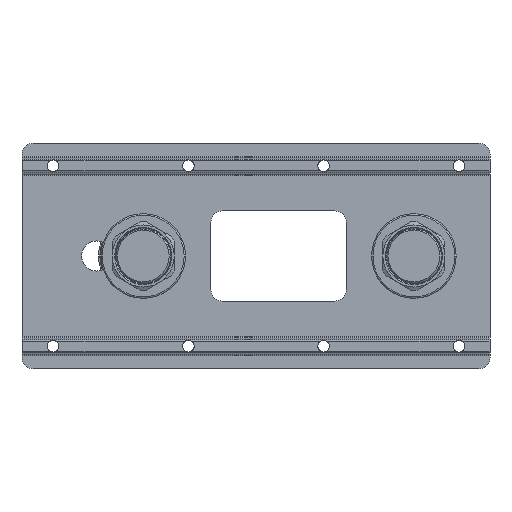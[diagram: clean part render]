
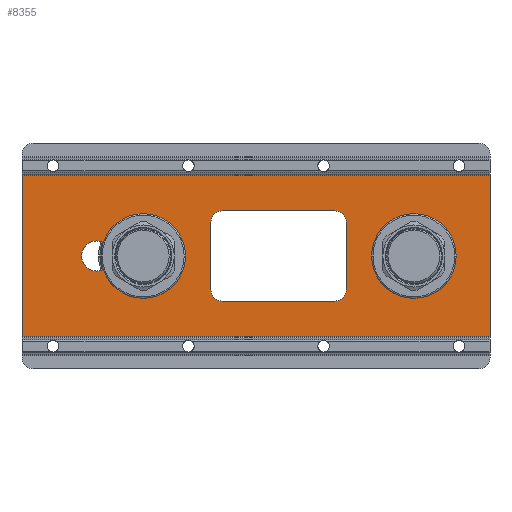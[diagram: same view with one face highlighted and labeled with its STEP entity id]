
A CAD part, front view. The second image highlights one B-rep face of the part: STEP entity #8355.
In plain terms, the highlighted planar face has unit normal (0, -1, 0).
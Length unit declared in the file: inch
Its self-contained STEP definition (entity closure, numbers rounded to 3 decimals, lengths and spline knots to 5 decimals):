
#2=CARTESIAN_POINT('',(-2.5,0.,0.));
#3=DIRECTION('',(0.,1.,0.));
#4=DIRECTION('',(1.,0.,0.));
#5=AXIS2_PLACEMENT_3D('',#2,#3,#4);
#7=CARTESIAN_POINT('',(-2.5,0.,0.));
#8=DIRECTION('',(0.,1.,0.));
#9=DIRECTION('',(-1.,0.,0.));
#10=AXIS2_PLACEMENT_3D('',#7,#8,#9);
#12=CARTESIAN_POINT('',(3.5,0.,0.));
#13=DIRECTION('',(0.,1.,0.));
#14=DIRECTION('',(1.,0.,0.));
#15=AXIS2_PLACEMENT_3D('',#12,#13,#14);
#17=CARTESIAN_POINT('',(3.5,0.,0.));
#18=DIRECTION('',(0.,1.,0.));
#19=DIRECTION('',(-1.,0.,0.));
#20=AXIS2_PLACEMENT_3D('',#17,#18,#19);
#22=DIRECTION('',(1.,0.,0.));
#23=VECTOR('',#22,2.5);
#24=CARTESIAN_POINT('',(-0.75,0.,1.));
#25=LINE('',#24,#23);
#26=DIRECTION('',(0.,0.,1.));
#27=VECTOR('',#26,1.5);
#28=CARTESIAN_POINT('',(-1.,0.,-0.75));
#29=LINE('',#28,#27);
#30=DIRECTION('',(-1.,0.,0.));
#31=VECTOR('',#30,2.5);
#32=CARTESIAN_POINT('',(1.75,0.,-1.));
#33=LINE('',#32,#31);
#34=DIRECTION('',(0.,0.,-1.));
#35=VECTOR('',#34,1.5);
#36=CARTESIAN_POINT('',(2.,0.,0.75));
#37=LINE('',#36,#35);
#38=CARTESIAN_POINT('',(-3.533,0.,0.));
#39=DIRECTION('',(0.,1.,0.));
#40=DIRECTION('',(1.,0.,0.));
#41=AXIS2_PLACEMENT_3D('',#38,#39,#40);
#43=CARTESIAN_POINT('',(-3.533,0.,0.));
#44=DIRECTION('',(0.,1.,0.));
#45=DIRECTION('',(-1.,0.,0.));
#46=AXIS2_PLACEMENT_3D('',#43,#44,#45);
#48=DIRECTION('',(-1.,0.,0.));
#49=VECTOR('',#48,10.375);
#50=CARTESIAN_POINT('',(5.1875,0.,-1.78662));
#51=LINE('',#50,#49);
#52=DIRECTION('',(0.,0.,1.));
#53=VECTOR('',#52,3.57325);
#54=CARTESIAN_POINT('',(-5.1875,0.,-1.78662));
#55=LINE('',#54,#53);
#56=DIRECTION('',(1.,0.,0.));
#57=VECTOR('',#56,10.375);
#58=CARTESIAN_POINT('',(-5.1875,0.,1.78662));
#59=LINE('',#58,#57);
#60=DIRECTION('',(0.,0.,-1.));
#61=VECTOR('',#60,3.57325);
#62=CARTESIAN_POINT('',(5.1875,0.,1.78662));
#63=LINE('',#62,#61);
#2917=CARTESIAN_POINT('',(1.75,0.,-0.75));
#2918=DIRECTION('',(0.,1.,0.));
#2919=DIRECTION('',(1.,0.,0.));
#2920=AXIS2_PLACEMENT_3D('',#2917,#2918,#2919);
#2939=CARTESIAN_POINT('',(1.75,0.,0.75));
#2940=DIRECTION('',(0.,1.,0.));
#2941=DIRECTION('',(0.,0.,1.));
#2942=AXIS2_PLACEMENT_3D('',#2939,#2940,#2941);
#2961=CARTESIAN_POINT('',(-0.75,0.,0.75));
#2962=DIRECTION('',(0.,1.,0.));
#2963=DIRECTION('',(-1.,0.,0.));
#2964=AXIS2_PLACEMENT_3D('',#2961,#2962,#2963);
#2983=CARTESIAN_POINT('',(-0.75,0.,-0.75));
#2984=DIRECTION('',(0.,1.,0.));
#2985=DIRECTION('',(0.,0.,-1.));
#2986=AXIS2_PLACEMENT_3D('',#2983,#2984,#2985);
#6360=CARTESIAN_POINT('',(-1.8685,0.,0.));
#6361=CARTESIAN_POINT('',(-3.1315,0.,0.));
#6362=VERTEX_POINT('',#6360);
#6363=VERTEX_POINT('',#6361);
#6364=CARTESIAN_POINT('',(4.1315,0.,0.));
#6365=CARTESIAN_POINT('',(2.8685,0.,0.));
#6366=VERTEX_POINT('',#6364);
#6367=VERTEX_POINT('',#6365);
#6384=CARTESIAN_POINT('',(-3.2,0.,0.));
#6385=CARTESIAN_POINT('',(-3.866,0.,0.));
#6386=VERTEX_POINT('',#6384);
#6387=VERTEX_POINT('',#6385);
#6444=CARTESIAN_POINT('',(-1.,0.,-0.75));
#6445=CARTESIAN_POINT('',(-1.,0.,0.75));
#6446=VERTEX_POINT('',#6444);
#6447=VERTEX_POINT('',#6445);
#6448=CARTESIAN_POINT('',(-0.75,0.,1.));
#6449=CARTESIAN_POINT('',(1.75,0.,1.));
#6450=VERTEX_POINT('',#6448);
#6451=VERTEX_POINT('',#6449);
#6452=CARTESIAN_POINT('',(2.,0.,0.75));
#6453=CARTESIAN_POINT('',(2.,0.,-0.75));
#6454=VERTEX_POINT('',#6452);
#6455=VERTEX_POINT('',#6453);
#6456=CARTESIAN_POINT('',(1.75,0.,-1.));
#6457=CARTESIAN_POINT('',(-0.75,0.,-1.));
#6458=VERTEX_POINT('',#6456);
#6459=VERTEX_POINT('',#6457);
#6524=CARTESIAN_POINT('',(5.1875,0.,-1.78662));
#6525=CARTESIAN_POINT('',(-5.1875,0.,-1.78662));
#6526=VERTEX_POINT('',#6524);
#6527=VERTEX_POINT('',#6525);
#6540=CARTESIAN_POINT('',(-5.1875,0.,1.78662));
#6541=CARTESIAN_POINT('',(5.1875,0.,1.78662));
#6542=VERTEX_POINT('',#6540);
#6543=VERTEX_POINT('',#6541);
#8304=CARTESIAN_POINT('',(0.,0.,0.));
#8305=DIRECTION('',(0.,1.,0.));
#8306=DIRECTION('',(1.,0.,0.));
#8307=AXIS2_PLACEMENT_3D('',#8304,#8305,#8306);
#8308=PLANE('',#8307);
#8310=ORIENTED_EDGE('',*,*,#8309,.T.);
#8312=ORIENTED_EDGE('',*,*,#8311,.T.);
#8314=ORIENTED_EDGE('',*,*,#8313,.T.);
#8316=ORIENTED_EDGE('',*,*,#8315,.T.);
#8317=EDGE_LOOP('',(#8310,#8312,#8314,#8316));
#8318=FACE_OUTER_BOUND('',#8317,.F.);
#8320=ORIENTED_EDGE('',*,*,#8319,.F.);
#8322=ORIENTED_EDGE('',*,*,#8321,.F.);
#8323=EDGE_LOOP('',(#8320,#8322));
#8324=FACE_BOUND('',#8323,.F.);
#8326=ORIENTED_EDGE('',*,*,#8325,.F.);
#8328=ORIENTED_EDGE('',*,*,#8327,.F.);
#8329=EDGE_LOOP('',(#8326,#8328));
#8330=FACE_BOUND('',#8329,.F.);
#8332=ORIENTED_EDGE('',*,*,#8331,.F.);
#8334=ORIENTED_EDGE('',*,*,#8333,.F.);
#8336=ORIENTED_EDGE('',*,*,#8335,.F.);
#8338=ORIENTED_EDGE('',*,*,#8337,.F.);
#8340=ORIENTED_EDGE('',*,*,#8339,.F.);
#8342=ORIENTED_EDGE('',*,*,#8341,.F.);
#8344=ORIENTED_EDGE('',*,*,#8343,.F.);
#8346=ORIENTED_EDGE('',*,*,#8345,.F.);
#8347=EDGE_LOOP('',(#8332,#8334,#8336,#8338,#8340,#8342,#8344,#8346));
#8348=FACE_BOUND('',#8347,.F.);
#8350=ORIENTED_EDGE('',*,*,#8349,.F.);
#8352=ORIENTED_EDGE('',*,*,#8351,.F.);
#8353=EDGE_LOOP('',(#8350,#8352));
#8354=FACE_BOUND('',#8353,.F.);
#8355=ADVANCED_FACE('',(#8318,#8324,#8330,#8348,#8354),#8308,.F.);
#6=CIRCLE('',#5,0.6315);
#11=CIRCLE('',#10,0.6315);
#16=CIRCLE('',#15,0.6315);
#21=CIRCLE('',#20,0.6315);
#42=CIRCLE('',#41,0.333);
#47=CIRCLE('',#46,0.333);
#2921=CIRCLE('',#2920,0.25);
#2943=CIRCLE('',#2942,0.25);
#2965=CIRCLE('',#2964,0.25);
#2987=CIRCLE('',#2986,0.25);
#8309=EDGE_CURVE('',#6526,#6527,#51,.T.);
#8311=EDGE_CURVE('',#6527,#6542,#55,.T.);
#8313=EDGE_CURVE('',#6542,#6543,#59,.T.);
#8315=EDGE_CURVE('',#6543,#6526,#63,.T.);
#8319=EDGE_CURVE('',#6362,#6363,#6,.T.);
#8321=EDGE_CURVE('',#6363,#6362,#11,.T.);
#8325=EDGE_CURVE('',#6366,#6367,#16,.T.);
#8327=EDGE_CURVE('',#6367,#6366,#21,.T.);
#8331=EDGE_CURVE('',#6450,#6451,#25,.T.);
#8333=EDGE_CURVE('',#6447,#6450,#2965,.T.);
#8335=EDGE_CURVE('',#6446,#6447,#29,.T.);
#8337=EDGE_CURVE('',#6459,#6446,#2987,.T.);
#8339=EDGE_CURVE('',#6458,#6459,#33,.T.);
#8341=EDGE_CURVE('',#6455,#6458,#2921,.T.);
#8343=EDGE_CURVE('',#6454,#6455,#37,.T.);
#8345=EDGE_CURVE('',#6451,#6454,#2943,.T.);
#8349=EDGE_CURVE('',#6386,#6387,#42,.T.);
#8351=EDGE_CURVE('',#6387,#6386,#47,.T.);
